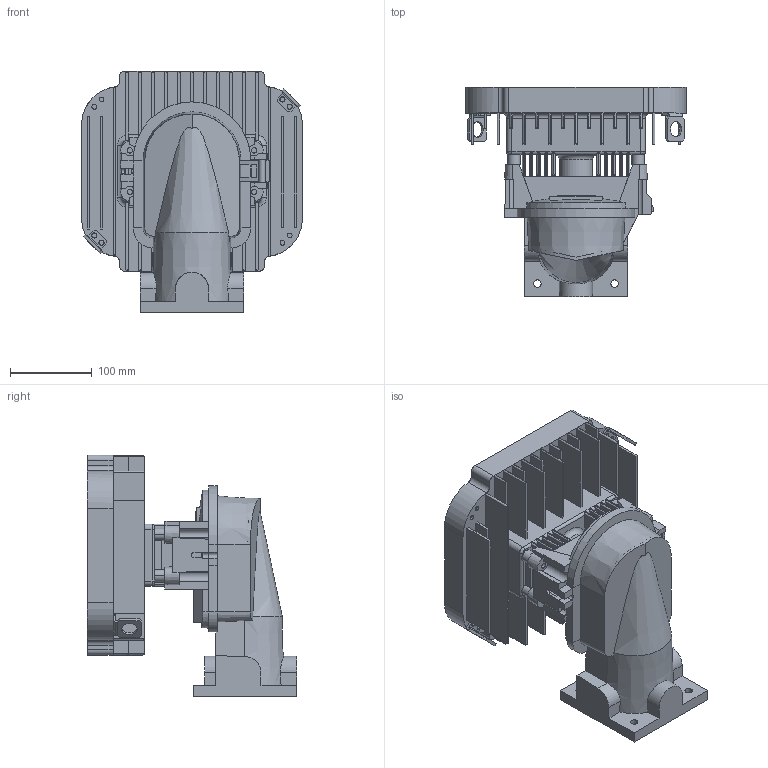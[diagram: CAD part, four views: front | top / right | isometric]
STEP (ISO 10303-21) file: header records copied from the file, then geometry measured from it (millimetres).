
FILE_DESCRIPTION((''),'2;1');
FILE_NAME('AREA_LIGHT_GLASS_W01_ASM','2017-07-28T',('mirabem'),(''),'PRO/ENGINEER BY PARAMETRIC TECHNOLOGY CORPORATION, 2014000','PRO/ENGINEER BY PARAMETRIC TECHNOLOGY CORPORATION, 2014000','');
FILE_SCHEMA(('CONFIG_CONTROL_DESIGN'));
Length unit declared in the file: inch
Products named in the file (8): 0000454122; 0000454123; 0000454124_ASM; 0000454125; 0000454126_ASM; ARELIGHT_GLASS_UMA_ASM; W01_REDUCED; AREA_LIGHT_GLASS_W01_ASM
Assembly tree (8 placements, depth 5):
  AREA_LIGHT_GLASS_W01_ASM
    ARELIGHT_GLASS_UMA_ASM
      0000454126_ASM
        0000454124_ASM
          0000454122
          0000454123  x2
        0000454125
    W01_REDUCED
Bounding box: 270.51 x 256.79 x 296.32 mm (x, y, z)
Volume: 3605959.3 mm3; surface area: 696186.7 mm2
Topology: 5 solids, 5 shells, 1033 faces, 2748 edges, 1718 vertices
Faces by surface type: plane 496, cylinder 415, cone 44, sphere 44, torus 19, bspline 15
Entity records: 32984 total; most frequent: CARTESIAN_POINT 8223, ORIENTED_EDGE 5268, DIRECTION 4971, EDGE_CURVE 2634, AXIS2_PLACEMENT_3D 1712, VERTEX_POINT 1672, VECTOR 1547, LINE 1547
